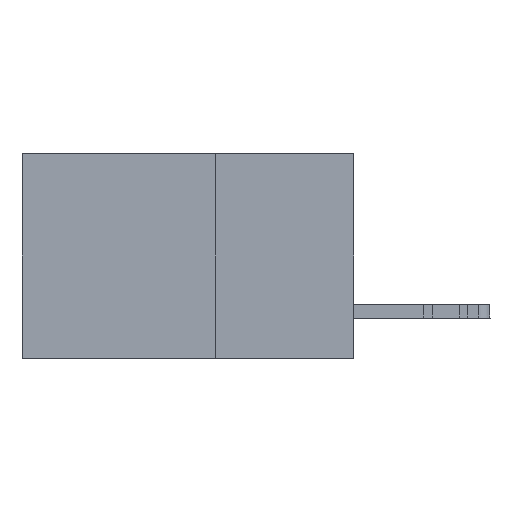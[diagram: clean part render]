
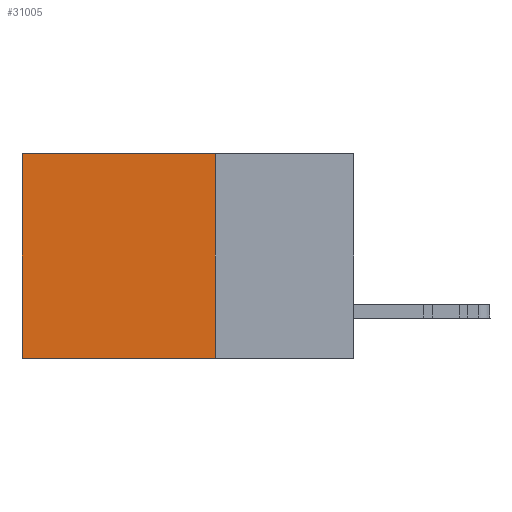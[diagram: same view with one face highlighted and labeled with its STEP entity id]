
A CAD part, left-side view. The second image highlights one B-rep face of the part: STEP entity #31005.
In plain terms, the highlighted planar face has unit normal (-1, 0, 0).
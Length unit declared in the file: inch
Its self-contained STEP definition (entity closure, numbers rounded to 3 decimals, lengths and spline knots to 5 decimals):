
#518 = ORIENTED_EDGE ( 'NONE', *, *, #19948, .T. ) ;
#663 = CARTESIAN_POINT ( 'NONE',  ( 0.2875, 0.25, -0.37 ) ) ;
#1037 = VECTOR ( 'NONE', #26229, 39.37008 ) ;
#6409 = CARTESIAN_POINT ( 'NONE',  ( 0.2875, 0.6, -0.37 ) ) ;
#7586 = DIRECTION ( 'NONE',  ( 0., 1., 0. ) ) ;
#10407 = LINE ( 'NONE', #39414, #33877 ) ;
#12820 = EDGE_LOOP ( 'NONE', ( #518, #21934, #36825, #20844 ) ) ;
#13132 = VERTEX_POINT ( 'NONE', #6409 ) ;
#15565 = PLANE ( 'NONE',  #18979 ) ;
#16570 = CARTESIAN_POINT ( 'NONE',  ( 0.2875, 0.6, 0. ) ) ;
#16664 = VERTEX_POINT ( 'NONE', #27247 ) ;
#18183 = DIRECTION ( 'NONE',  ( 0., 0., -1. ) ) ;
#18979 = AXIS2_PLACEMENT_3D ( 'NONE', #37892, #41111, #21962 ) ;
#19051 = LINE ( 'NONE', #663, #1037 ) ;
#19110 = VERTEX_POINT ( 'NONE', #16570 ) ;
#19366 = EDGE_CURVE ( 'NONE', #22466, #16664, #27174, .T. ) ;
#19948 = EDGE_CURVE ( 'NONE', #19110, #13132, #36095, .T. ) ;
#20844 = ORIENTED_EDGE ( 'NONE', *, *, #33235, .T. ) ;
#21123 = VECTOR ( 'NONE', #18183, 39.37008 ) ;
#21934 = ORIENTED_EDGE ( 'NONE', *, *, #31905, .F. ) ;
#21962 = DIRECTION ( 'NONE',  ( 0., 0., -1. ) ) ;
#22466 = VERTEX_POINT ( 'NONE', #25549 ) ;
#25549 = CARTESIAN_POINT ( 'NONE',  ( 0.2875, 0.25, 0. ) ) ;
#26229 = DIRECTION ( 'NONE',  ( 0., 1., 0. ) ) ;
#27174 = LINE ( 'NONE', #34384, #33649 ) ;
#27247 = CARTESIAN_POINT ( 'NONE',  ( 0.2875, 0.25, -0.37 ) ) ;
#31005 = ADVANCED_FACE ( 'NONE', ( #35503 ), #15565, .F. ) ;
#31905 = EDGE_CURVE ( 'NONE', #16664, #13132, #19051, .T. ) ;
#33235 = EDGE_CURVE ( 'NONE', #22466, #19110, #10407, .T. ) ;
#33649 = VECTOR ( 'NONE', #37631, 39.37008 ) ;
#33877 = VECTOR ( 'NONE', #7586, 39.37008 ) ;
#34063 = CARTESIAN_POINT ( 'NONE',  ( 0.2875, 0.6, 0. ) ) ;
#34384 = CARTESIAN_POINT ( 'NONE',  ( 0.2875, 0.25, 0. ) ) ;
#35503 = FACE_OUTER_BOUND ( 'NONE', #12820, .T. ) ;
#36095 = LINE ( 'NONE', #34063, #21123 ) ;
#36825 = ORIENTED_EDGE ( 'NONE', *, *, #19366, .F. ) ;
#37631 = DIRECTION ( 'NONE',  ( 0., 0., -1. ) ) ;
#37892 = CARTESIAN_POINT ( 'NONE',  ( 0.2875, 0.25, 0. ) ) ;
#39414 = CARTESIAN_POINT ( 'NONE',  ( 0.2875, 0.25, 0. ) ) ;
#41111 = DIRECTION ( 'NONE',  ( 1., 0., 0. ) ) ;
